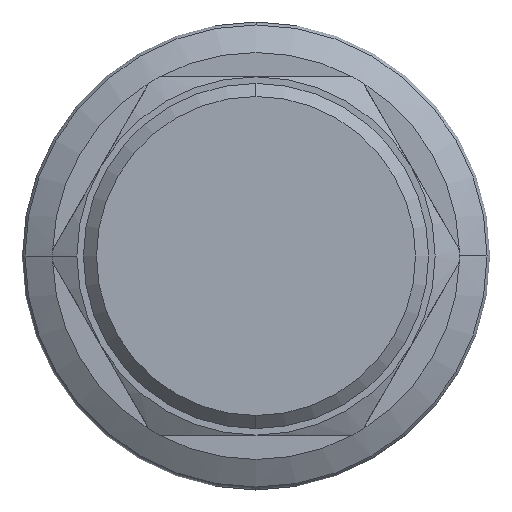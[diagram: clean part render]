
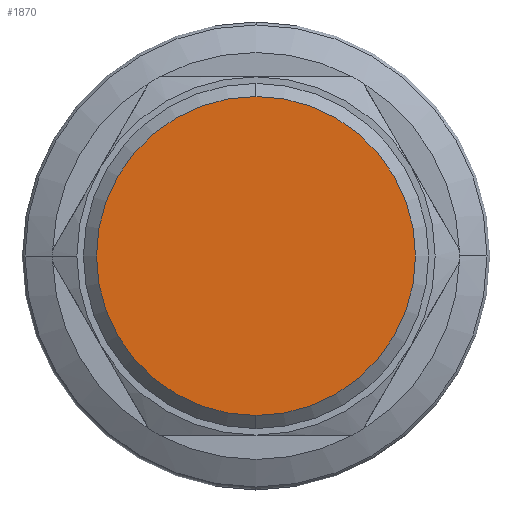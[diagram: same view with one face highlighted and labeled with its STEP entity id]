
A CAD part, left-side view. The second image highlights one B-rep face of the part: STEP entity #1870.
In plain terms, the highlighted planar face has unit normal (-1, 0, 0).
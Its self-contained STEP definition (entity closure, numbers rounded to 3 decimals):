
#589 = DIRECTION ( 'NONE',  ( 0., 0., -1. ) ) ;
#603 = VERTEX_POINT ( 'NONE', #4205 ) ;
#1583 = CIRCLE ( 'NONE', #17335, 18.35 ) ;
#1870 = ADVANCED_FACE ( 'NONE', ( #12174 ), #8956, .F. ) ;
#2462 = AXIS2_PLACEMENT_3D ( 'NONE', #11601, #17127, #589 ) ;
#3331 = DIRECTION ( 'NONE',  ( 0., 0., 1. ) ) ;
#4205 = CARTESIAN_POINT ( 'NONE',  ( -11.15, 0., -18.35 ) ) ;
#4864 = DIRECTION ( 'NONE',  ( -1., 0., 0. ) ) ;
#4963 = CIRCLE ( 'NONE', #15419, 18.35 ) ;
#6719 = ORIENTED_EDGE ( 'NONE', *, *, #10770, .T. ) ;
#7987 = EDGE_CURVE ( 'NONE', #13712, #603, #4963, .T. ) ;
#8275 = DIRECTION ( 'NONE',  ( 0., 0., 1. ) ) ;
#8956 = PLANE ( 'NONE',  #2462 ) ;
#10770 = EDGE_CURVE ( 'NONE', #603, #13712, #1583, .T. ) ;
#10854 = CARTESIAN_POINT ( 'NONE',  ( -11.15, 0., 0. ) ) ;
#11601 = CARTESIAN_POINT ( 'NONE',  ( -11.15, 0., 0. ) ) ;
#11805 = EDGE_LOOP ( 'NONE', ( #6719, #15508 ) ) ;
#11919 = CARTESIAN_POINT ( 'NONE',  ( -11.15, 0., 18.35 ) ) ;
#12174 = FACE_OUTER_BOUND ( 'NONE', #11805, .T. ) ;
#13109 = CARTESIAN_POINT ( 'NONE',  ( -11.15, 0., 0. ) ) ;
#13712 = VERTEX_POINT ( 'NONE', #11919 ) ;
#15419 = AXIS2_PLACEMENT_3D ( 'NONE', #13109, #4864, #3331 ) ;
#15508 = ORIENTED_EDGE ( 'NONE', *, *, #7987, .T. ) ;
#16559 = DIRECTION ( 'NONE',  ( -1., 0., 0. ) ) ;
#17127 = DIRECTION ( 'NONE',  ( 1., 0., 0. ) ) ;
#17335 = AXIS2_PLACEMENT_3D ( 'NONE', #10854, #16559, #8275 ) ;
